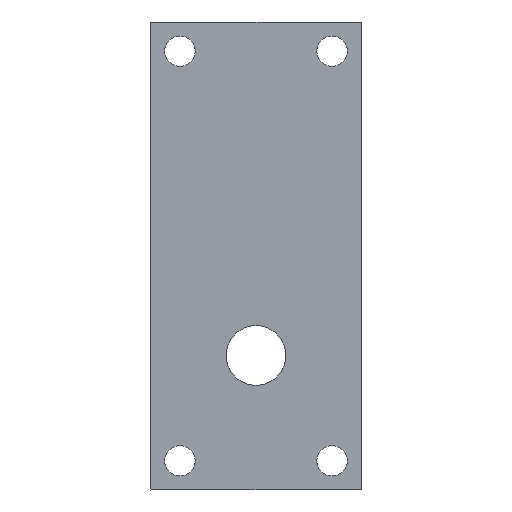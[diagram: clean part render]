
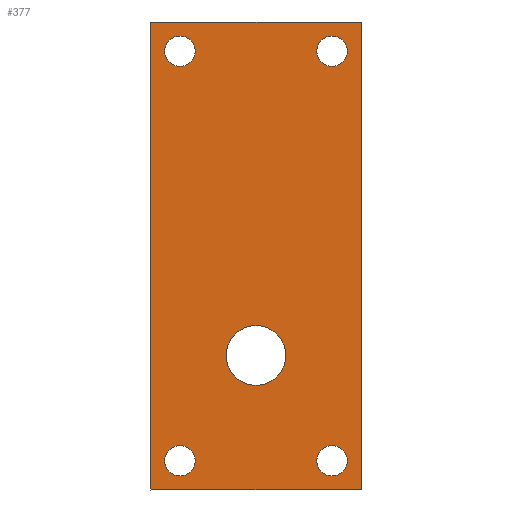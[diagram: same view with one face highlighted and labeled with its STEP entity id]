
A CAD part, front view. The second image highlights one B-rep face of the part: STEP entity #377.
In plain terms, the highlighted planar face has unit normal (0, -1, 0).
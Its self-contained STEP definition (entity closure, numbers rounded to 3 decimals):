
#88=CARTESIAN_POINT('',(297.,484.5,615.));
#89=VERTEX_POINT('',#88);
#90=CARTESIAN_POINT('',(315.,484.5,615.));
#91=VERTEX_POINT('',#90);
#92=CARTESIAN_POINT('',(297.,484.5,615.));
#93=DIRECTION('',(1.,0.,0.));
#94=VECTOR('',#93,18.);
#95=LINE('',#92,#94);
#96=EDGE_CURVE('',#89,#91,#95,.T.);
#128=CARTESIAN_POINT('',(306.,484.5,583.95));
#129=VERTEX_POINT('',#128);
#138=CARTESIAN_POINT('',(306.,484.5,589.05));
#139=VERTEX_POINT('',#138);
#140=CARTESIAN_POINT('',(306.,484.5,586.5));
#141=DIRECTION('',(-0.,1.,-0.));
#142=DIRECTION('',(-0.,0.,1.));
#143=AXIS2_PLACEMENT_3D('',#140,#141,#142);
#144=CIRCLE('',#143,2.55);
#145=EDGE_CURVE('',#139,#129,#144,.T.);
#147=CARTESIAN_POINT('',(306.,484.5,586.5));
#148=DIRECTION('',(-0.,1.,-0.));
#149=DIRECTION('',(-0.,0.,1.));
#150=AXIS2_PLACEMENT_3D('',#147,#148,#149);
#151=CIRCLE('',#150,2.55);
#152=EDGE_CURVE('',#129,#139,#151,.T.);
#179=CARTESIAN_POINT('',(297.,484.5,575.));
#180=VERTEX_POINT('',#179);
#197=CARTESIAN_POINT('',(315.,484.5,575.));
#198=VERTEX_POINT('',#197);
#205=CARTESIAN_POINT('',(297.,484.5,575.));
#206=DIRECTION('',(1.,0.,0.));
#207=VECTOR('',#206,18.);
#208=LINE('',#205,#207);
#209=EDGE_CURVE('',#180,#198,#208,.T.);
#227=CARTESIAN_POINT('',(315.,484.5,615.));
#228=DIRECTION('',(0.,0.,-1.));
#229=VECTOR('',#228,40.);
#230=LINE('',#227,#229);
#231=EDGE_CURVE('',#91,#198,#230,.T.);
#249=CARTESIAN_POINT('',(297.,484.5,575.));
#250=DIRECTION('',(0.,0.,1.));
#251=VECTOR('',#250,40.);
#252=LINE('',#249,#251);
#253=EDGE_CURVE('',#180,#89,#252,.T.);
#318=CARTESIAN_POINT('',(845.,484.5,0.));
#319=DIRECTION('',(0.,-1.,0.));
#320=DIRECTION('',(0.,0.,-1.));
#321=AXIS2_PLACEMENT_3D('',#318,#319,#320);
#322=PLANE('',#321);
#323=CARTESIAN_POINT('',(312.5,484.5,613.8));
#324=VERTEX_POINT('',#323);
#325=CARTESIAN_POINT('',(312.5,484.5,612.5));
#326=DIRECTION('',(0.,-1.,0.));
#327=DIRECTION('',(-0.,0.,1.));
#328=AXIS2_PLACEMENT_3D('',#325,#326,#327);
#329=CIRCLE('',#328,1.3);
#330=EDGE_CURVE('',#324,#324,#329,.T.);
#331=ORIENTED_EDGE('',*,*,#330,.F.);
#332=EDGE_LOOP('',(#331));
#333=FACE_BOUND('',#332,.T.);
#334=CARTESIAN_POINT('',(299.5,484.5,613.8));
#335=VERTEX_POINT('',#334);
#336=CARTESIAN_POINT('',(299.5,484.5,612.5));
#337=DIRECTION('',(0.,-1.,0.));
#338=DIRECTION('',(-0.,0.,1.));
#339=AXIS2_PLACEMENT_3D('',#336,#337,#338);
#340=CIRCLE('',#339,1.3);
#341=EDGE_CURVE('',#335,#335,#340,.T.);
#342=ORIENTED_EDGE('',*,*,#341,.F.);
#343=EDGE_LOOP('',(#342));
#344=FACE_BOUND('',#343,.T.);
#345=CARTESIAN_POINT('',(299.5,484.5,578.8));
#346=VERTEX_POINT('',#345);
#347=CARTESIAN_POINT('',(299.5,484.5,577.5));
#348=DIRECTION('',(0.,-1.,0.));
#349=DIRECTION('',(-0.,0.,1.));
#350=AXIS2_PLACEMENT_3D('',#347,#348,#349);
#351=CIRCLE('',#350,1.3);
#352=EDGE_CURVE('',#346,#346,#351,.T.);
#353=ORIENTED_EDGE('',*,*,#352,.F.);
#354=EDGE_LOOP('',(#353));
#355=FACE_BOUND('',#354,.T.);
#356=CARTESIAN_POINT('',(312.5,484.5,578.8));
#357=VERTEX_POINT('',#356);
#358=CARTESIAN_POINT('',(312.5,484.5,577.5));
#359=DIRECTION('',(0.,-1.,0.));
#360=DIRECTION('',(-0.,0.,1.));
#361=AXIS2_PLACEMENT_3D('',#358,#359,#360);
#362=CIRCLE('',#361,1.3);
#363=EDGE_CURVE('',#357,#357,#362,.T.);
#364=ORIENTED_EDGE('',*,*,#363,.F.);
#365=EDGE_LOOP('',(#364));
#366=FACE_BOUND('',#365,.T.);
#367=ORIENTED_EDGE('',*,*,#145,.T.);
#368=ORIENTED_EDGE('',*,*,#152,.T.);
#369=EDGE_LOOP('',(#367,#368));
#370=FACE_BOUND('',#369,.T.);
#371=ORIENTED_EDGE('',*,*,#209,.T.);
#372=ORIENTED_EDGE('',*,*,#231,.F.);
#373=ORIENTED_EDGE('',*,*,#96,.F.);
#374=ORIENTED_EDGE('',*,*,#253,.F.);
#375=EDGE_LOOP('',(#371,#372,#373,#374));
#376=FACE_BOUND('',#375,.T.);
#377=ADVANCED_FACE('',(#333,#344,#355,#366,#370,#376),#322,.T.);
